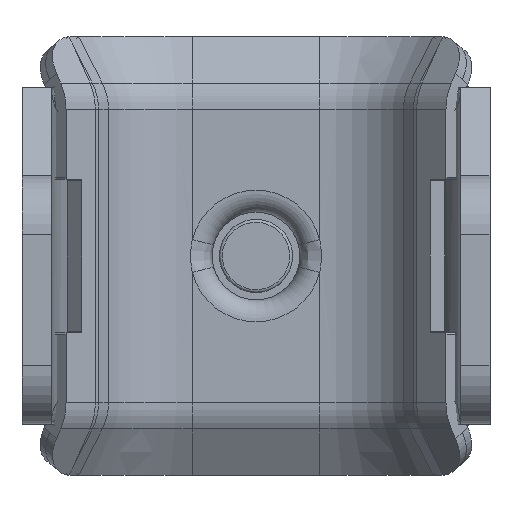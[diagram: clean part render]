
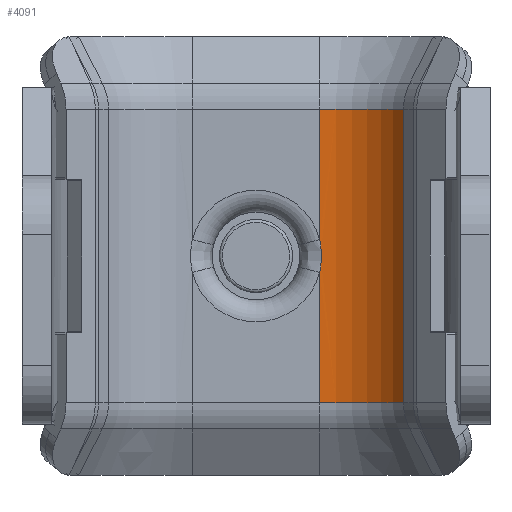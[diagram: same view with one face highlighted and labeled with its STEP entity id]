
A CAD part, front view. The second image highlights one B-rep face of the part: STEP entity #4091.
In plain terms, the highlighted cylindrical face has radius 7 mm (diameter 14 mm), a partial arc.
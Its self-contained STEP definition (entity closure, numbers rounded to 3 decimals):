
#129=B_SPLINE_CURVE_WITH_KNOTS('',3,(#8555,#8556,#8557,#8558),
 .UNSPECIFIED.,.F.,.F.,(4,4),(-6.283,0.),
 .UNSPECIFIED.);
#201=CYLINDRICAL_SURFACE('',#4469,7.);
#324=FACE_OUTER_BOUND('',#582,.T.);
#582=EDGE_LOOP('',(#3081,#3082,#3083,#3084,#3085,#3086));
#820=CIRCLE('',#4470,7.);
#821=CIRCLE('',#4471,7.);
#1104=LINE('',#8565,#1457);
#1105=LINE('',#8569,#1458);
#1106=LINE('',#8572,#1459);
#1457=VECTOR('',#5201,10.);
#1458=VECTOR('',#5204,10.);
#1459=VECTOR('',#5207,10.);
#1811=VERTEX_POINT('',#8488);
#1819=VERTEX_POINT('',#8532);
#1820=VERTEX_POINT('',#8564);
#1821=VERTEX_POINT('',#8566);
#1822=VERTEX_POINT('',#8568);
#1823=VERTEX_POINT('',#8570);
#2271=EDGE_CURVE('',#1811,#1819,#129,.T.);
#2273=EDGE_CURVE('',#1820,#1811,#1104,.T.);
#2274=EDGE_CURVE('',#1821,#1820,#820,.T.);
#2275=EDGE_CURVE('',#1821,#1822,#1105,.T.);
#2276=EDGE_CURVE('',#1822,#1823,#821,.T.);
#2277=EDGE_CURVE('',#1819,#1823,#1106,.T.);
#3081=ORIENTED_EDGE('',*,*,#2271,.F.);
#3082=ORIENTED_EDGE('',*,*,#2273,.F.);
#3083=ORIENTED_EDGE('',*,*,#2274,.F.);
#3084=ORIENTED_EDGE('',*,*,#2275,.T.);
#3085=ORIENTED_EDGE('',*,*,#2276,.T.);
#3086=ORIENTED_EDGE('',*,*,#2277,.F.);
#4091=ADVANCED_FACE('',(#324),#201,.F.);
#4469=AXIS2_PLACEMENT_3D('',#8563,#5199,#5200);
#4470=AXIS2_PLACEMENT_3D('',#8567,#5202,#5203);
#4471=AXIS2_PLACEMENT_3D('',#8571,#5205,#5206);
#5199=DIRECTION('center_axis',(-1.,0.,0.));
#5200=DIRECTION('ref_axis',(0.,0.954,-0.301));
#5201=DIRECTION('',(-1.,0.,0.));
#5202=DIRECTION('center_axis',(-1.,0.,0.));
#5203=DIRECTION('ref_axis',(0.,0.985,0.174));
#5204=DIRECTION('',(-1.,0.,0.));
#5205=DIRECTION('center_axis',(-1.,0.,0.));
#5206=DIRECTION('ref_axis',(0.,0.985,0.174));
#5207=DIRECTION('',(-1.,0.,0.));
#8488=CARTESIAN_POINT('',(-13.871,-1.708,-10.501));
#8532=CARTESIAN_POINT('',(-16.129,-1.708,-10.501));
#8555=CARTESIAN_POINT('Ctrl Pts',(-13.871,-1.708,-10.501));
#8556=CARTESIAN_POINT('Ctrl Pts',(-14.607,-1.597,-10.39));
#8557=CARTESIAN_POINT('Ctrl Pts',(-15.393,-1.597,-10.39));
#8558=CARTESIAN_POINT('Ctrl Pts',(-16.129,-1.708,-10.501));
#8563=CARTESIAN_POINT('Origin',(-15.,-6.658,-5.551));
#8564=CARTESIAN_POINT('',(-4.975,-1.708,-10.501));
#8565=CARTESIAN_POINT('',(-25.025,-1.708,-10.501));
#8566=CARTESIAN_POINT('',(-4.975,0.235,-4.335));
#8567=CARTESIAN_POINT('Origin',(-4.975,-6.658,-5.551));
#8568=CARTESIAN_POINT('',(-25.025,0.235,-4.335));
#8569=CARTESIAN_POINT('',(-25.025,0.235,-4.335));
#8570=CARTESIAN_POINT('',(-25.025,-1.708,-10.501));
#8571=CARTESIAN_POINT('Origin',(-25.025,-6.658,-5.551));
#8572=CARTESIAN_POINT('',(-25.025,-1.708,-10.501));
